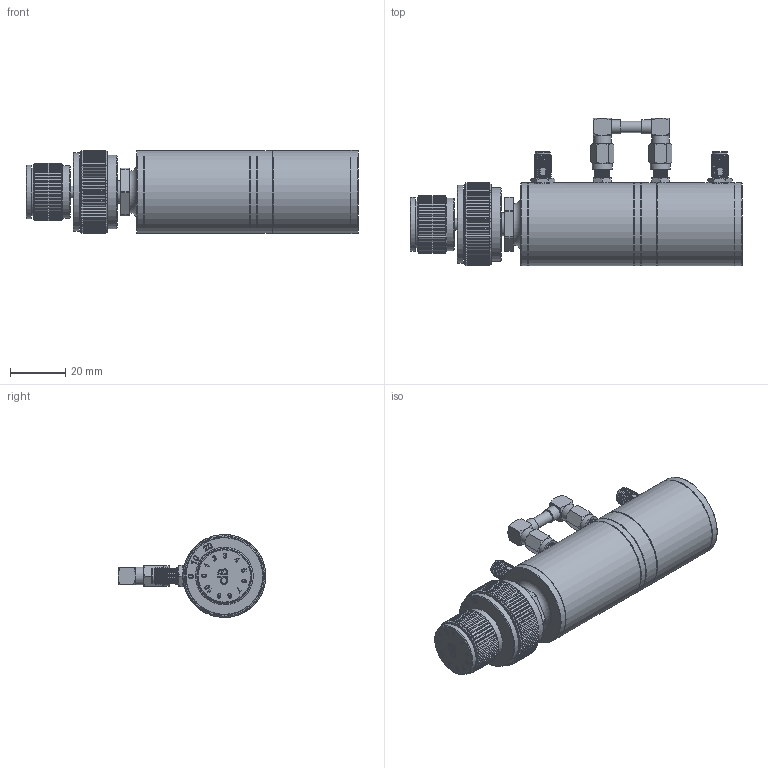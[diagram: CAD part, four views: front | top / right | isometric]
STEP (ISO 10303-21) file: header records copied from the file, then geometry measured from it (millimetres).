
FILE_DESCRIPTION (( 'STEP AP203' ), '1' );
FILE_NAME ('SA3730SMA_3D.step', '2021-10-18T17:55:58', ( '' ), ( '' ), 'SwSTEP 2.0', 'SolidWorks 2021', '' );
FILE_SCHEMA (( 'CONFIG_CONTROL_DESIGN' ));
Length unit declared in the file: metre
Products named in the file (1): SA3730SMA_3D
Bounding box: 120 x 53.4 x 30 mm (x, y, z)
Volume: 75811.4 mm3; surface area: 17416.4 mm2
Topology: 4 solids, 6 shells, 1257 faces, 2921 edges, 1750 vertices
Faces by surface type: plane 480, cone 352, bspline 227, cylinder 195, torus 3
Full cylindrical faces by diameter (mm): 0.94 x2, 1.016 x2, 1.27 x2, 4.064 x1, 4.227 x2, 4.334 x1, 4.572 x2, 5.08 x2, 5.334 x2, 6.35 x2, 7.29 x2, 7.62 x2, 8.233 x1, 17.213 x1, 19.008 x1, 19.442 x1, 25.51 x1, 26.527 x1, 28.234 x1, 29.05 x3, 29.854 x2, 29.967 x4, 30 x2
Entity records: 72695 total; most frequent: CARTESIAN_POINT 47343, ORIENTED_EDGE 5704, DIRECTION 4364, EDGE_CURVE 2852, VERTEX_POINT 1738, AXIS2_PLACEMENT_3D 1737, EDGE_LOOP 1388, FACE_OUTER_BOUND 1300
